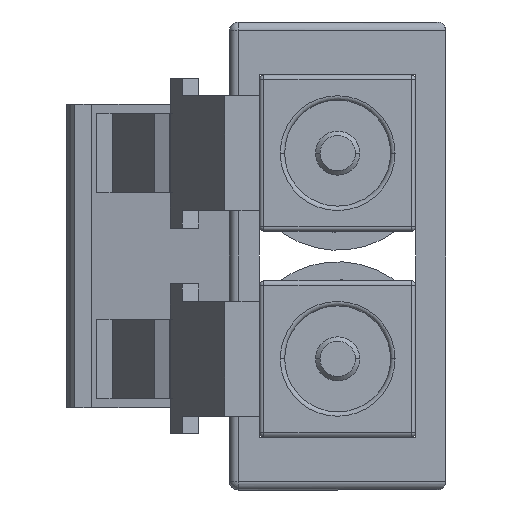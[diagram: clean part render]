
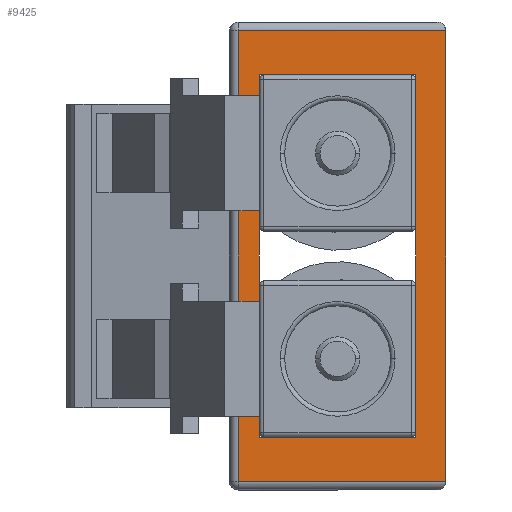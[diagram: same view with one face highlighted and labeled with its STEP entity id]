
A CAD part, left-side view. The second image highlights one B-rep face of the part: STEP entity #9425.
In plain terms, the highlighted face is planar.
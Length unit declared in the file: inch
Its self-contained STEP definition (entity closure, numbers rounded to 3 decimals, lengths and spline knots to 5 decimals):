
#426 = VERTEX_POINT ( 'NONE', #2674 ) ;
#550 = CARTESIAN_POINT ( 'NONE',  ( -0.205, -0.1125, -0.0885 ) ) ;
#790 = FACE_BOUND ( 'NONE', #5901, .T. ) ;
#840 = ORIENTED_EDGE ( 'NONE', *, *, #2889, .F. ) ;
#842 = VERTEX_POINT ( 'NONE', #7911 ) ;
#965 = ORIENTED_EDGE ( 'NONE', *, *, #3684, .F. ) ;
#981 = VECTOR ( 'NONE', #2605, 39.37008 ) ;
#1097 = LINE ( 'NONE', #9285, #8673 ) ;
#1365 = ORIENTED_EDGE ( 'NONE', *, *, #4399, .F. ) ;
#1483 = VECTOR ( 'NONE', #1488, 39.37008 ) ;
#1488 = DIRECTION ( 'NONE',  ( 1., 0., 0. ) ) ;
#1509 = DIRECTION ( 'NONE',  ( 1., 0., 0. ) ) ;
#1663 = LINE ( 'NONE', #9546, #9234 ) ;
#1700 = DIRECTION ( 'NONE',  ( 0., 0., 1. ) ) ;
#1756 = LINE ( 'NONE', #8010, #4176 ) ;
#1854 = ORIENTED_EDGE ( 'NONE', *, *, #3445, .T. ) ;
#1893 = AXIS2_PLACEMENT_3D ( 'NONE', #8700, #3663, #9403 ) ;
#2138 = CARTESIAN_POINT ( 'NONE',  ( -0.265, -0.1125, 0.1225 ) ) ;
#2150 = VERTEX_POINT ( 'NONE', #7853 ) ;
#2152 = PLANE ( 'NONE',  #1893 ) ;
#2536 = DIRECTION ( 'NONE',  ( 1., 0., 0. ) ) ;
#2605 = DIRECTION ( 'NONE',  ( 0., 0., -1. ) ) ;
#2674 = CARTESIAN_POINT ( 'NONE',  ( 0.205, -0.1125, -0.0885 ) ) ;
#2889 = EDGE_CURVE ( 'NONE', #4517, #842, #5350, .T. ) ;
#3056 = EDGE_CURVE ( 'NONE', #3298, #426, #4127, .T. ) ;
#3107 = FACE_OUTER_BOUND ( 'NONE', #7644, .T. ) ;
#3184 = VECTOR ( 'NONE', #1700, 39.37008 ) ;
#3261 = VERTEX_POINT ( 'NONE', #6462 ) ;
#3298 = VERTEX_POINT ( 'NONE', #550 ) ;
#3445 = EDGE_CURVE ( 'Edge40', #4517, #2150, #3560, .T. ) ;
#3552 = LINE ( 'NONE', #9183, #981 ) ;
#3560 = LINE ( 'NONE', #9389, #5016 ) ;
#3663 = DIRECTION ( 'NONE',  ( 0., 1., 0. ) ) ;
#3684 = EDGE_CURVE ( 'Edge39', #3261, #3298, #3552, .T. ) ;
#4062 = EDGE_CURVE ( 'Edge37', #8058, #842, #5330, .T. ) ;
#4127 = LINE ( 'NONE', #6082, #6952 ) ;
#4176 = VECTOR ( 'NONE', #7882, 39.37008 ) ;
#4395 = VERTEX_POINT ( 'NONE', #6350 ) ;
#4399 = EDGE_CURVE ( 'Edge38', #426, #4395, #1097, .T. ) ;
#4517 = VERTEX_POINT ( 'NONE', #5743 ) ;
#5016 = VECTOR ( 'NONE', #7121, 39.37008 ) ;
#5330 = LINE ( 'NONE', #8959, #3184 ) ;
#5350 = LINE ( 'NONE', #2138, #1483 ) ;
#5522 = EDGE_CURVE ( 'Edge1', #2150, #8058, #1663, .T. ) ;
#5743 = CARTESIAN_POINT ( 'NONE',  ( -0.255, -0.1125, 0.1225 ) ) ;
#5901 = EDGE_LOOP ( 'NONE', ( #8934, #965, #8658, #1365 ) ) ;
#6082 = CARTESIAN_POINT ( 'NONE',  ( -0.205, -0.1125, -0.0885 ) ) ;
#6350 = CARTESIAN_POINT ( 'NONE',  ( 0.205, -0.1125, 0.0885 ) ) ;
#6462 = CARTESIAN_POINT ( 'NONE',  ( -0.205, -0.1125, 0.0885 ) ) ;
#6489 = ORIENTED_EDGE ( 'NONE', *, *, #5522, .T. ) ;
#6857 = CARTESIAN_POINT ( 'NONE',  ( 0.255, -0.1125, -0.1125 ) ) ;
#6866 = EDGE_CURVE ( 'NONE', #4395, #3261, #1756, .T. ) ;
#6952 = VECTOR ( 'NONE', #2536, 39.37008 ) ;
#7081 = DIRECTION ( 'NONE',  ( 0., 0., 1. ) ) ;
#7121 = DIRECTION ( 'NONE',  ( 0., 0., -1. ) ) ;
#7644 = EDGE_LOOP ( 'NONE', ( #6489, #9545, #840, #1854 ) ) ;
#7853 = CARTESIAN_POINT ( 'NONE',  ( -0.255, -0.1125, -0.1125 ) ) ;
#7882 = DIRECTION ( 'NONE',  ( -1., 0., 0. ) ) ;
#7911 = CARTESIAN_POINT ( 'NONE',  ( 0.255, -0.1125, 0.1225 ) ) ;
#8010 = CARTESIAN_POINT ( 'NONE',  ( -0.205, -0.1125, 0.0885 ) ) ;
#8058 = VERTEX_POINT ( 'NONE', #6857 ) ;
#8658 = ORIENTED_EDGE ( 'NONE', *, *, #6866, .F. ) ;
#8673 = VECTOR ( 'NONE', #7081, 39.37008 ) ;
#8700 = CARTESIAN_POINT ( 'NONE',  ( -0.265, -0.1125, 0.1225 ) ) ;
#8934 = ORIENTED_EDGE ( 'NONE', *, *, #3056, .F. ) ;
#8959 = CARTESIAN_POINT ( 'NONE',  ( 0.255, -0.1125, 0.1225 ) ) ;
#9183 = CARTESIAN_POINT ( 'NONE',  ( -0.205, -0.1125, 0.0885 ) ) ;
#9234 = VECTOR ( 'NONE', #1509, 39.37008 ) ;
#9285 = CARTESIAN_POINT ( 'NONE',  ( 0.205, -0.1125, 0.0885 ) ) ;
#9389 = CARTESIAN_POINT ( 'NONE',  ( -0.255, -0.1125, 0.1225 ) ) ;
#9403 = DIRECTION ( 'NONE',  ( 0., 0., 1. ) ) ;
#9425 = ADVANCED_FACE ( 'Face1', ( #790, #3107 ), #2152, .F. ) ;
#9545 = ORIENTED_EDGE ( 'NONE', *, *, #4062, .T. ) ;
#9546 = CARTESIAN_POINT ( 'NONE',  ( -0.265, -0.1125, -0.1125 ) ) ;
